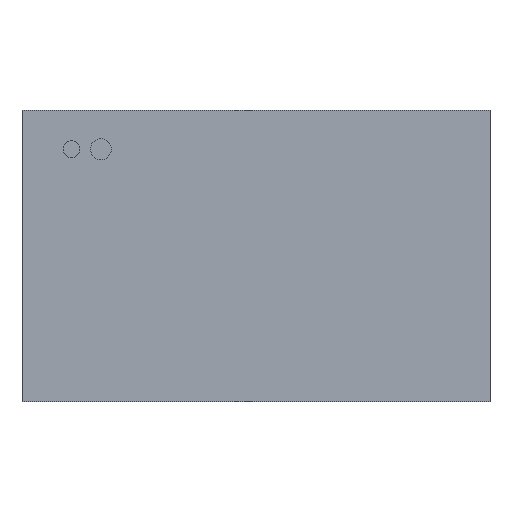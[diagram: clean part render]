
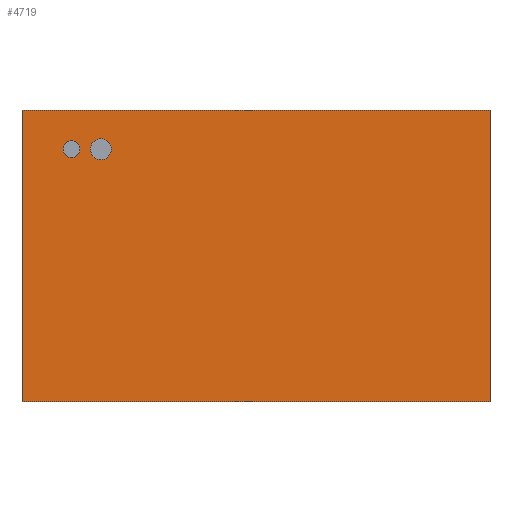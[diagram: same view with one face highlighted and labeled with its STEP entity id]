
A CAD part, front view. The second image highlights one B-rep face of the part: STEP entity #4719.
In plain terms, the highlighted planar face has unit normal (0, -1, 0).
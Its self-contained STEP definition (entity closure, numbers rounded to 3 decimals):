
#74=FACE_BOUND('',#663,.T.);
#75=FACE_BOUND('',#664,.T.);
#97=PLANE('',#5065);
#371=FACE_OUTER_BOUND('',#662,.T.);
#662=EDGE_LOOP('',(#3409,#3410,#3411,#3412));
#663=EDGE_LOOP('',(#3413));
#664=EDGE_LOOP('',(#3414));
#968=LINE('',#6710,#1598);
#970=LINE('',#6714,#1600);
#972=LINE('',#6718,#1602);
#974=LINE('',#6721,#1604);
#1598=VECTOR('',#5424,10.);
#1600=VECTOR('',#5428,10.);
#1602=VECTOR('',#5432,10.);
#1604=VECTOR('',#5436,10.);
#2210=CIRCLE('',#5049,20.);
#2212=CIRCLE('',#5053,25.);
#2246=VERTEX_POINT('',#6661);
#2248=VERTEX_POINT('',#6668);
#2261=VERTEX_POINT('',#6707);
#2262=VERTEX_POINT('',#6709);
#2263=VERTEX_POINT('',#6713);
#2264=VERTEX_POINT('',#6717);
#2691=EDGE_CURVE('',#2246,#2246,#2210,.T.);
#2694=EDGE_CURVE('',#2248,#2248,#2212,.T.);
#2712=EDGE_CURVE('',#2262,#2261,#968,.T.);
#2714=EDGE_CURVE('',#2263,#2262,#970,.T.);
#2716=EDGE_CURVE('',#2264,#2263,#972,.T.);
#2718=EDGE_CURVE('',#2261,#2264,#974,.T.);
#3409=ORIENTED_EDGE('',*,*,#2718,.T.);
#3410=ORIENTED_EDGE('',*,*,#2716,.T.);
#3411=ORIENTED_EDGE('',*,*,#2714,.T.);
#3412=ORIENTED_EDGE('',*,*,#2712,.T.);
#3413=ORIENTED_EDGE('',*,*,#2691,.T.);
#3414=ORIENTED_EDGE('',*,*,#2694,.T.);
#4719=ADVANCED_FACE('',(#371,#74,#75),#97,.T.);
#5049=AXIS2_PLACEMENT_3D('',#6663,#5380,#5381);
#5053=AXIS2_PLACEMENT_3D('',#6670,#5389,#5390);
#5065=AXIS2_PLACEMENT_3D('',#6722,#5437,#5438);
#5380=DIRECTION('center_axis',(0.,1.,0.));
#5381=DIRECTION('ref_axis',(1.,0.,0.));
#5389=DIRECTION('center_axis',(0.,1.,0.));
#5390=DIRECTION('ref_axis',(1.,0.,0.));
#5424=DIRECTION('',(-1.,0.,0.));
#5428=DIRECTION('',(0.,0.,1.));
#5432=DIRECTION('',(1.,0.,0.));
#5436=DIRECTION('',(0.,0.,-1.));
#5437=DIRECTION('center_axis',(0.,-1.,0.));
#5438=DIRECTION('ref_axis',(0.,0.,-1.));
#6661=CARTESIAN_POINT('',(-459.5,-370.,254.5));
#6663=CARTESIAN_POINT('Origin',(-439.5,-370.,254.5));
#6668=CARTESIAN_POINT('',(-394.5,-370.,254.5));
#6670=CARTESIAN_POINT('Origin',(-369.5,-370.,254.5));
#6707=CARTESIAN_POINT('',(-557.5,-370.,347.5));
#6709=CARTESIAN_POINT('',(557.5,-370.,347.5));
#6710=CARTESIAN_POINT('',(-557.5,-370.,347.5));
#6713=CARTESIAN_POINT('',(557.5,-370.,-347.5));
#6714=CARTESIAN_POINT('',(557.5,-370.,347.5));
#6717=CARTESIAN_POINT('',(-557.5,-370.,-347.5));
#6718=CARTESIAN_POINT('',(557.5,-370.,-347.5));
#6721=CARTESIAN_POINT('',(-557.5,-370.,-347.5));
#6722=CARTESIAN_POINT('Origin',(0.,-370.,0.));
